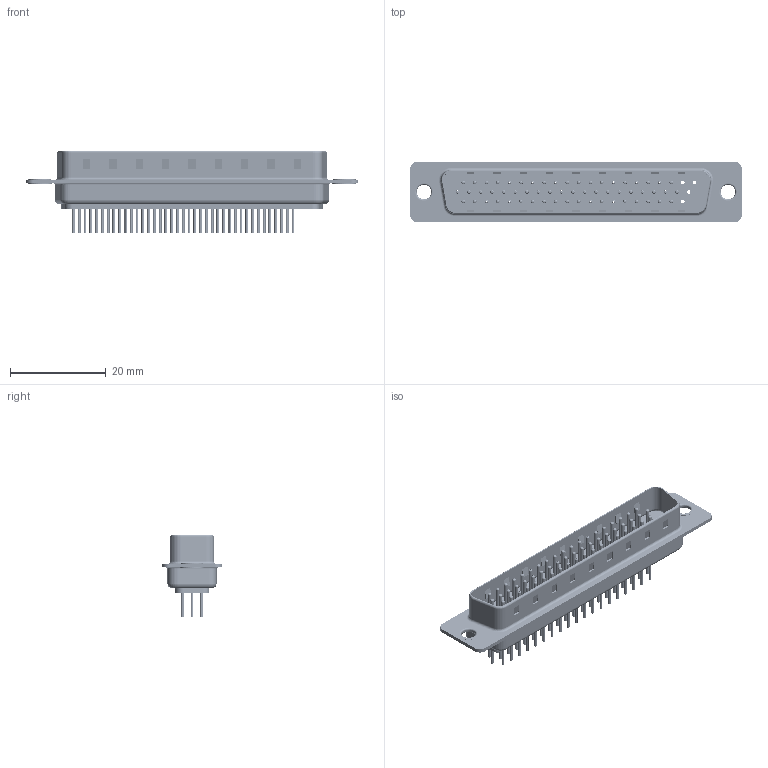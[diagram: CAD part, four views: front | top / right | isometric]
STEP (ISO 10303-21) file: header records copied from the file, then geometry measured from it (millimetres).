
FILE_DESCRIPTION (( 'STEP AP203' ), '1' );
FILE_NAME ('MHHDD-62MNS-A1.STEP', '2025-11-21T19:41:24', ( '' ), ( '' ), 'SwSTEP 2.0', 'SolidWorks 2023', '' );
FILE_SCHEMA (( 'CONFIG_CONTROL_DESIGN' ));
Length unit declared in the file: millimetre
Products named in the file (8): MHHDD Shell Rear_62 Contacts; MHHDD Contact Row 1_30; MHHDD Thru Hole Rivet; MHHDD Housing_62 Contacts; MHHDD-62MNS-A1; MHHDD Contact Row 2_30; MHHDD Contact Row 3_30; MHHDD Shell Front_62 Contacts
Assembly tree (63 placements, depth 2):
  MHHDD-62MNS-A1
    MHHDD Housing_62 Contacts
    MHHDD Shell Front_62 Contacts
    MHHDD Shell Rear_62 Contacts
    MHHDD Contact Row 1_30  x19
    MHHDD Contact Row 2_30  x20
    MHHDD Contact Row 3_30  x19
    MHHDD Thru Hole Rivet  x2
Bounding box: 69.32 x 12.55 x 17.15 mm (x, y, z)
Volume: 3514.5 mm3; surface area: 12890.1 mm2
Topology: 63 solids, 63 shells, 6218 faces, 16417 edges, 10112 vertices
Faces by surface type: cylinder 2295, torus 1740, plane 1603, cone 580
Entity records: 37361 total; most frequent: CARTESIAN_POINT 6617, DIRECTION 6476, ORIENTED_EDGE 5536, EDGE_CURVE 2768, AXIS2_PLACEMENT_3D 2621, VERTEX_POINT 1777, EDGE_LOOP 1445, CIRCLE 1417
